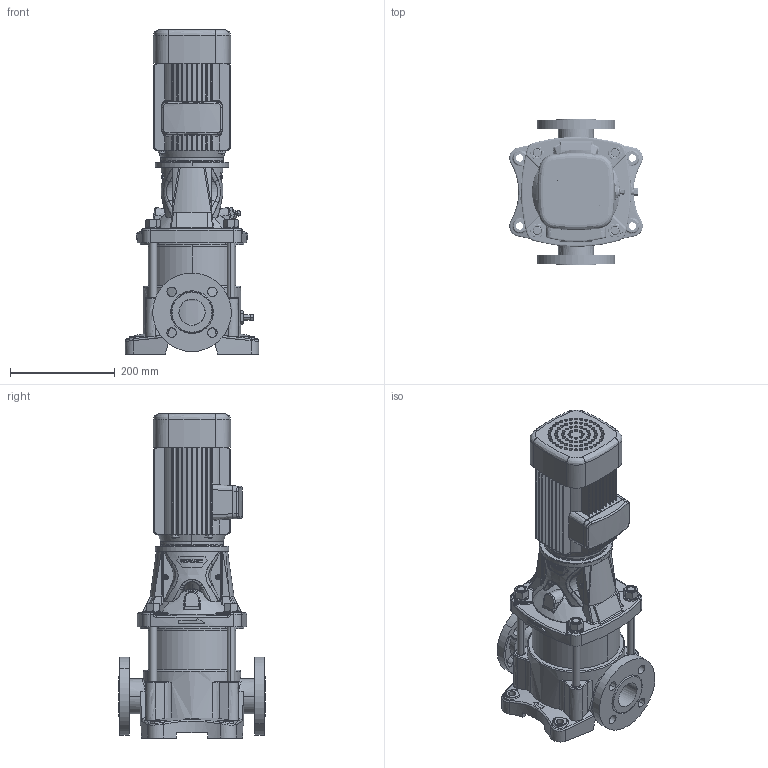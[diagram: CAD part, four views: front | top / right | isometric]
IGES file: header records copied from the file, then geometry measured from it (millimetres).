
Global section: file name: 015P2197 (RMV 10-3F); native system: AutoCAD 2021 — Русский (Russian),62HAutod; preprocessor: esk Translation Framework DWG producer (atf_dwg_producer); organization: unknown; date: 20230903.211153; units: millimetre
Bounding box: 254.98 x 280 x 619.5 mm (x, y, z)
Volume: 8622424.1 mm3; surface area: 1181401.4 mm2
Topology: 51 solids, 52 shells, 3125 faces, 12592 edges, 9968 vertices
Faces by surface type: bspline 3015, revolution 110
